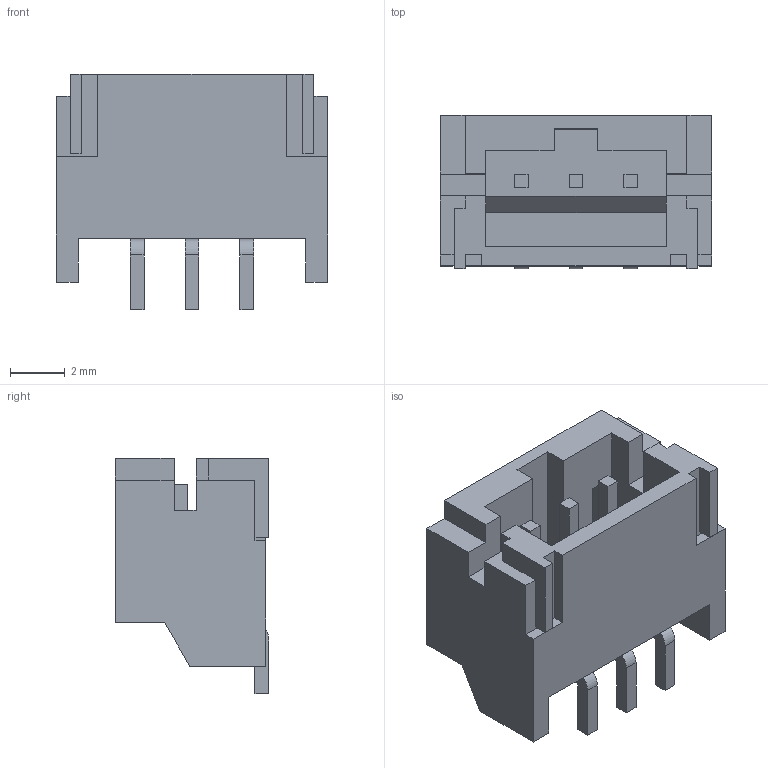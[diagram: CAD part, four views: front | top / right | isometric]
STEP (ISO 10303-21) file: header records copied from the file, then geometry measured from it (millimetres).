
FILE_DESCRIPTION(/* description */ ('STEP AP214'),/* implementation_level */ '2;1');
FILE_NAME(/* name */ 'S3B-PH-SM4-TB.stp',/* time_stamp */ '2020-05-12T10:21:41+02:00',/* author */ ('daniel.kampert'),/* organization */ (' '),/* preprocessor_version */ 'ST-DEVELOPER v18',/* originating_system */ 'Autodesk Inventor 2020',/* authorisation */ '');
FILE_SCHEMA (('AUTOMOTIVE_DESIGN { 1 0 10303 214 3 1 1 }'));
Length unit declared in the file: millimetre
Products named in the file (1): S3B-PH-SM4-TB
Bounding box: 9.9 x 5.6 x 8.6 mm (x, y, z)
Volume: 208.7 mm3; surface area: 483.3 mm2
Topology: 1 solids, 1 shells, 102 faces, 292 edges, 194 vertices
Faces by surface type: plane 93, cylinder 9
Entity records: 3456 total; most frequent: CARTESIAN_POINT 589, ORIENTED_EDGE 584, DIRECTION 516, EDGE_CURVE 292, LINE 274, VECTOR 274, VERTEX_POINT 194, AXIS2_PLACEMENT_3D 121
